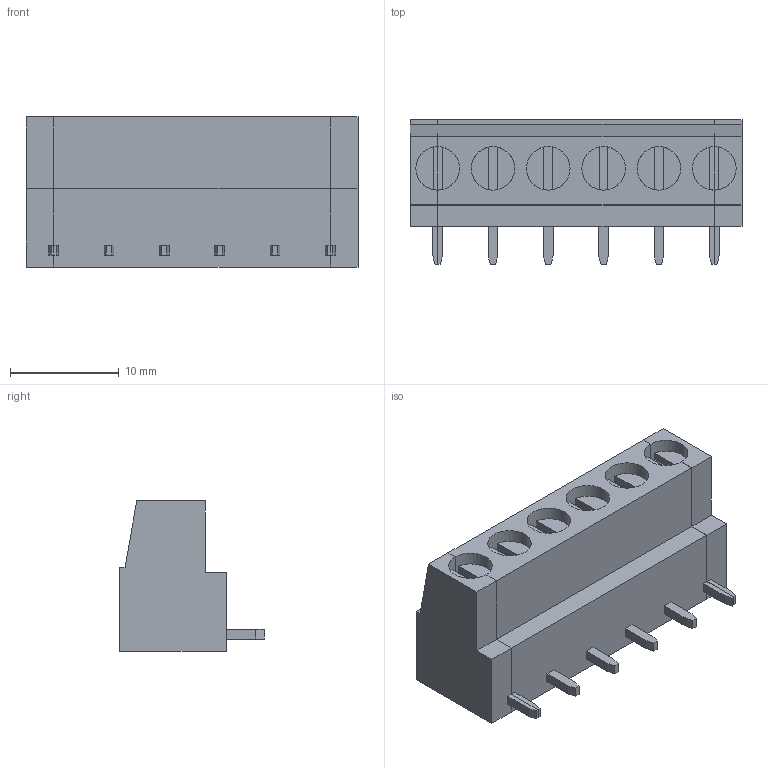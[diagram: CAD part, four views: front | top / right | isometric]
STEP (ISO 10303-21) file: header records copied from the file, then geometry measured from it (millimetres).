
FILE_DESCRIPTION( ( 'Unknown' ), '1' );
FILE_NAME( '691242500006.stp', 'Unknown', ( 'Unknown' ), ( 'Unknown' ), 'PSStep 18.0.17', 'Unknown', ' ' );
FILE_SCHEMA( ( 'AUTOMOTIVE_DESIGN { 1 0 10303 214 1 1 1 1 }' ) );
Length unit declared in the file: millimetre
Products named in the file (4): Assem1; 6912425000xx_DX; 6912425000xx_SX; 691242500006
Assembly tree (3 placements, depth 2):
  Assem1
    6912425000xx_DX
    6912425000xx_SX
    691242500006
Bounding box: 30.49 x 13.3 x 13.8 mm (x, y, z)
Volume: 3070.5 mm3; surface area: 2683.7 mm2
Topology: 3 solids, 3 shells, 250 faces, 660 edges, 432 vertices
Faces by surface type: plane 242, cylinder 8
Full cylindrical faces by diameter (mm): 4 x4
Entity records: 9582 total; most frequent: CARTESIAN_POINT 1334, ORIENTED_EDGE 1304, DIRECTION 1196, EDGE_CURVE 652, LINE 616, VECTOR 616, VERTEX_POINT 428, AXIS2_PLACEMENT_3D 290
